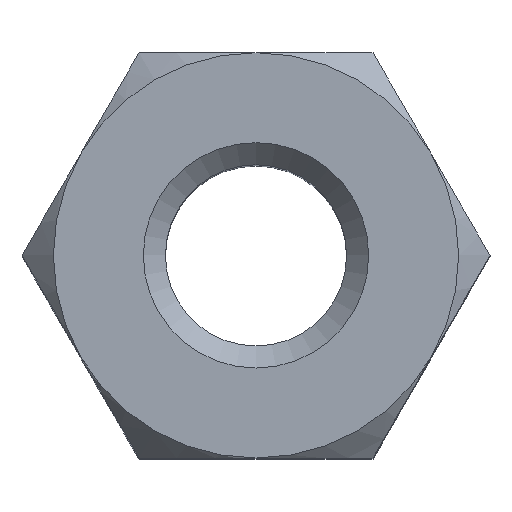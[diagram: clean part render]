
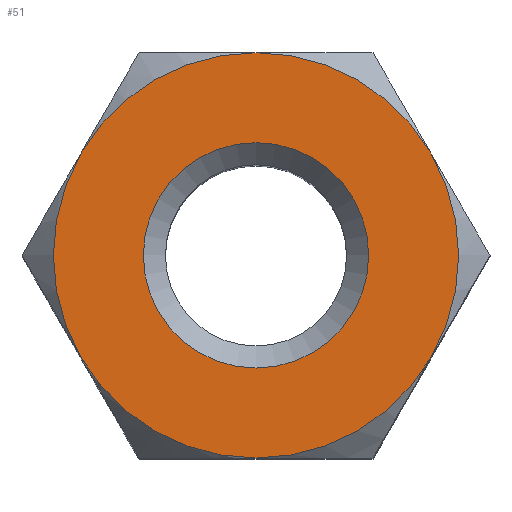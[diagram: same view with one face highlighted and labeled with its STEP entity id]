
A CAD part, top view. The second image highlights one B-rep face of the part: STEP entity #51.
In plain terms, the highlighted planar face has unit normal (0, 0, 1).
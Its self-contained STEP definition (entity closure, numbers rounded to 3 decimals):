
#51 = ADVANCED_FACE( '', ( #116, #117 ), #118, .F. );
#116 = FACE_BOUND( '', #197, .T. );
#117 = FACE_OUTER_BOUND( '', #198, .T. );
#118 = PLANE( '', #199 );
#197 = EDGE_LOOP( '', ( #280 ) );
#198 = EDGE_LOOP( '', ( #281, #282, #283, #284, #285, #286 ) );
#199 = AXIS2_PLACEMENT_3D( '', #287, #288, #289 );
#280 = ORIENTED_EDGE( '', *, *, #458, .T. );
#281 = ORIENTED_EDGE( '', *, *, #459, .T. );
#282 = ORIENTED_EDGE( '', *, *, #460, .T. );
#283 = ORIENTED_EDGE( '', *, *, #461, .T. );
#284 = ORIENTED_EDGE( '', *, *, #451, .T. );
#285 = ORIENTED_EDGE( '', *, *, #462, .T. );
#286 = ORIENTED_EDGE( '', *, *, #454, .T. );
#287 = CARTESIAN_POINT( '', ( 0., 0., 5. ) );
#288 = DIRECTION( '', ( 0., 0., -1. ) );
#289 = DIRECTION( '', ( -1., 0., 0. ) );
#451 = EDGE_CURVE( '', #522, #519, #523, .F. );
#454 = EDGE_CURVE( '', #526, #527, #528, .T. );
#458 = EDGE_CURVE( '', #533, #533, #534, .T. );
#459 = EDGE_CURVE( '', #527, #535, #536, .F. );
#460 = EDGE_CURVE( '', #535, #537, #538, .F. );
#461 = EDGE_CURVE( '', #537, #522, #539, .F. );
#462 = EDGE_CURVE( '', #519, #526, #540, .F. );
#519 = VERTEX_POINT( '', #616 );
#522 = VERTEX_POINT( '', #624 );
#523 = CIRCLE( '', #625, 2.75 );
#526 = VERTEX_POINT( '', #635 );
#527 = VERTEX_POINT( '', #636 );
#528 = CIRCLE( '', #637, 2.75 );
#533 = VERTEX_POINT( '', #654 );
#534 = CIRCLE( '', #655, 1.53 );
#535 = VERTEX_POINT( '', #656 );
#536 = CIRCLE( '', #657, 2.75 );
#537 = VERTEX_POINT( '', #658 );
#538 = CIRCLE( '', #659, 2.75 );
#539 = CIRCLE( '', #660, 2.75 );
#540 = CIRCLE( '', #661, 2.75 );
#616 = CARTESIAN_POINT( '', ( 2.382, 1.375, 5. ) );
#624 = CARTESIAN_POINT( '', ( 2.382, -1.375, 5. ) );
#625 = AXIS2_PLACEMENT_3D( '', #870, #871, #872 );
#635 = CARTESIAN_POINT( '', ( 0., 2.75, 5. ) );
#636 = CARTESIAN_POINT( '', ( -2.382, 1.375, 5. ) );
#637 = AXIS2_PLACEMENT_3D( '', #873, #874, #875 );
#654 = CARTESIAN_POINT( '', ( 0., 1.53, 5. ) );
#655 = AXIS2_PLACEMENT_3D( '', #876, #877, #878 );
#656 = CARTESIAN_POINT( '', ( -2.382, -1.375, 5. ) );
#657 = AXIS2_PLACEMENT_3D( '', #879, #880, #881 );
#658 = CARTESIAN_POINT( '', ( 0., -2.75, 5. ) );
#659 = AXIS2_PLACEMENT_3D( '', #882, #883, #884 );
#660 = AXIS2_PLACEMENT_3D( '', #885, #886, #887 );
#661 = AXIS2_PLACEMENT_3D( '', #888, #889, #890 );
#870 = CARTESIAN_POINT( '', ( 0., 0., 5. ) );
#871 = DIRECTION( '', ( 0., 0., -1. ) );
#872 = DIRECTION( '', ( -1., 0., 0. ) );
#873 = CARTESIAN_POINT( '', ( 0., 0., 5. ) );
#874 = DIRECTION( '', ( 0., 0., 1. ) );
#875 = DIRECTION( '', ( 1., 0., 0. ) );
#876 = CARTESIAN_POINT( '', ( 0., 0., 5. ) );
#877 = DIRECTION( '', ( 0., 0., -1. ) );
#878 = DIRECTION( '', ( 0., 1., 0. ) );
#879 = CARTESIAN_POINT( '', ( 0., 0., 5. ) );
#880 = DIRECTION( '', ( 0., 0., -1. ) );
#881 = DIRECTION( '', ( -1., 0., 0. ) );
#882 = CARTESIAN_POINT( '', ( 0., 0., 5. ) );
#883 = DIRECTION( '', ( 0., 0., -1. ) );
#884 = DIRECTION( '', ( -1., 0., 0. ) );
#885 = CARTESIAN_POINT( '', ( 0., 0., 5. ) );
#886 = DIRECTION( '', ( 0., 0., -1. ) );
#887 = DIRECTION( '', ( -1., 0., 0. ) );
#888 = CARTESIAN_POINT( '', ( 0., 0., 5. ) );
#889 = DIRECTION( '', ( 0., 0., -1. ) );
#890 = DIRECTION( '', ( -1., 0., 0. ) );
